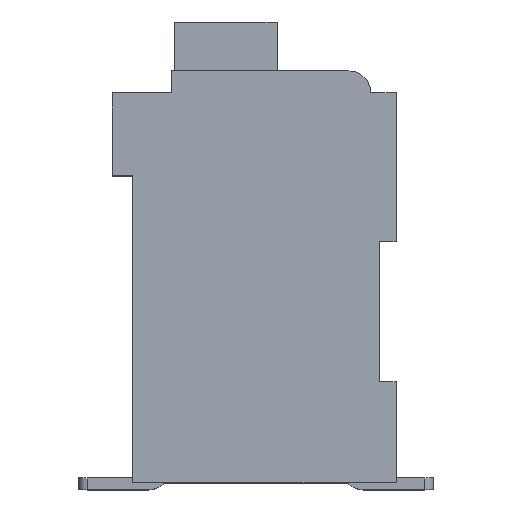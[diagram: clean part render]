
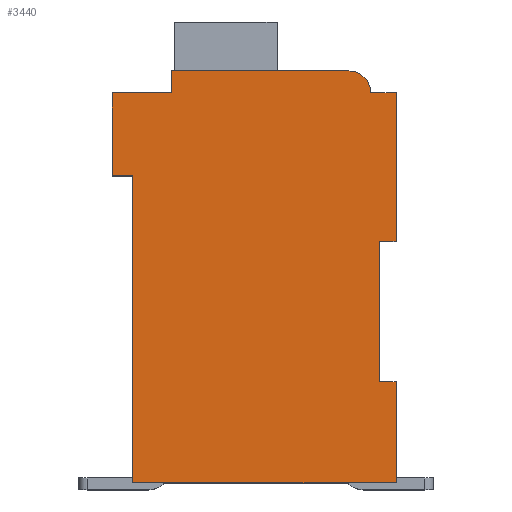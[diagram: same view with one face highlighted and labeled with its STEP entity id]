
A CAD part, top view. The second image highlights one B-rep face of the part: STEP entity #3440.
In plain terms, the highlighted planar face has unit normal (0, 0, 1).
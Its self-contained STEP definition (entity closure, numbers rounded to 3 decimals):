
#594=DIRECTION('',(1.,0.,0.));
#595=VECTOR('',#594,0.5);
#596=CARTESIAN_POINT('',(7.3,7.15,2.1));
#597=LINE('',#596,#595);
#598=DIRECTION('',(0.,1.,0.));
#599=VECTOR('',#598,4.15);
#600=CARTESIAN_POINT('',(7.3,3.,2.1));
#601=LINE('',#600,#599);
#602=DIRECTION('',(-1.,0.,0.));
#603=VECTOR('',#602,0.5);
#604=CARTESIAN_POINT('',(7.8,3.,2.1));
#605=LINE('',#604,#603);
#606=DIRECTION('',(0.,1.,0.));
#607=VECTOR('',#606,3.);
#608=CARTESIAN_POINT('',(7.8,0.,2.1));
#609=LINE('',#608,#607);
#610=DIRECTION('',(1.,0.,0.));
#611=VECTOR('',#610,7.8);
#612=CARTESIAN_POINT('',(0.,0.,2.1));
#613=LINE('',#612,#611);
#614=DIRECTION('',(0.,-1.,0.));
#615=VECTOR('',#614,9.1);
#616=CARTESIAN_POINT('',(0.,9.1,2.1));
#617=LINE('',#616,#615);
#618=DIRECTION('',(1.,0.,0.));
#619=VECTOR('',#618,0.6);
#620=CARTESIAN_POINT('',(-0.6,9.1,2.1));
#621=LINE('',#620,#619);
#622=DIRECTION('',(0.,-1.,0.));
#623=VECTOR('',#622,2.45);
#624=CARTESIAN_POINT('',(-0.6,11.55,2.1));
#625=LINE('',#624,#623);
#626=DIRECTION('',(-1.,0.,0.));
#627=VECTOR('',#626,1.75);
#628=CARTESIAN_POINT('',(1.15,11.55,2.1));
#629=LINE('',#628,#627);
#630=DIRECTION('',(0.,-1.,0.));
#631=VECTOR('',#630,0.65);
#632=CARTESIAN_POINT('',(1.15,12.2,2.1));
#633=LINE('',#632,#631);
#634=DIRECTION('',(-1.,0.,0.));
#635=VECTOR('',#634,5.25);
#636=CARTESIAN_POINT('',(6.4,12.2,2.1));
#637=LINE('',#636,#635);
#638=CARTESIAN_POINT('',(6.4,11.55,2.1));
#639=DIRECTION('',(0.,0.,1.));
#640=DIRECTION('',(1.,0.,0.));
#641=AXIS2_PLACEMENT_3D('',#638,#639,#640);
#643=DIRECTION('',(-1.,0.,0.));
#644=VECTOR('',#643,0.75);
#645=CARTESIAN_POINT('',(7.8,11.55,2.1));
#646=LINE('',#645,#644);
#647=DIRECTION('',(0.,1.,0.));
#648=VECTOR('',#647,4.4);
#649=CARTESIAN_POINT('',(7.8,7.15,2.1));
#650=LINE('',#649,#648);
#2071=CARTESIAN_POINT('',(7.3,7.15,2.1));
#2072=CARTESIAN_POINT('',(7.8,7.15,2.1));
#2073=VERTEX_POINT('',#2071);
#2074=VERTEX_POINT('',#2072);
#2075=CARTESIAN_POINT('',(7.8,11.55,2.1));
#2076=VERTEX_POINT('',#2075);
#2077=CARTESIAN_POINT('',(7.05,11.55,2.1));
#2078=VERTEX_POINT('',#2077);
#2079=CARTESIAN_POINT('',(6.4,12.2,2.1));
#2080=VERTEX_POINT('',#2079);
#2081=CARTESIAN_POINT('',(1.15,12.2,2.1));
#2082=VERTEX_POINT('',#2081);
#2083=CARTESIAN_POINT('',(1.15,11.55,2.1));
#2084=VERTEX_POINT('',#2083);
#2085=CARTESIAN_POINT('',(-0.6,11.55,2.1));
#2086=VERTEX_POINT('',#2085);
#2087=CARTESIAN_POINT('',(-0.6,9.1,2.1));
#2088=VERTEX_POINT('',#2087);
#2089=CARTESIAN_POINT('',(0.,9.1,2.1));
#2090=VERTEX_POINT('',#2089);
#2091=CARTESIAN_POINT('',(0.,0.,2.1));
#2092=VERTEX_POINT('',#2091);
#2093=CARTESIAN_POINT('',(7.8,0.,2.1));
#2094=VERTEX_POINT('',#2093);
#2095=CARTESIAN_POINT('',(7.8,3.,2.1));
#2096=VERTEX_POINT('',#2095);
#2097=CARTESIAN_POINT('',(7.3,3.,2.1));
#2098=VERTEX_POINT('',#2097);
#3410=CARTESIAN_POINT('',(0.,0.,2.1));
#3411=DIRECTION('',(0.,0.,1.));
#3412=DIRECTION('',(1.,0.,0.));
#3413=AXIS2_PLACEMENT_3D('',#3410,#3411,#3412);
#3414=PLANE('',#3413);
#3415=ORIENTED_EDGE('',*,*,#2720,.F.);
#3416=ORIENTED_EDGE('',*,*,#2869,.F.);
#3418=ORIENTED_EDGE('',*,*,#3417,.F.);
#3420=ORIENTED_EDGE('',*,*,#3419,.F.);
#3421=ORIENTED_EDGE('',*,*,#2965,.F.);
#3422=ORIENTED_EDGE('',*,*,#2938,.F.);
#3424=ORIENTED_EDGE('',*,*,#3423,.F.);
#3426=ORIENTED_EDGE('',*,*,#3425,.F.);
#3428=ORIENTED_EDGE('',*,*,#3427,.F.);
#3430=ORIENTED_EDGE('',*,*,#3429,.F.);
#3432=ORIENTED_EDGE('',*,*,#3431,.F.);
#3434=ORIENTED_EDGE('',*,*,#3433,.F.);
#3436=ORIENTED_EDGE('',*,*,#3435,.F.);
#3437=ORIENTED_EDGE('',*,*,#2805,.F.);
#3438=EDGE_LOOP('',(#3415,#3416,#3418,#3420,#3421,#3422,#3424,#3426,#3428,#3430,
#3432,#3434,#3436,#3437));
#3439=FACE_OUTER_BOUND('',#3438,.F.);
#642=CIRCLE('',#641,0.65);
#2720=EDGE_CURVE('',#2073,#2074,#597,.T.);
#2805=EDGE_CURVE('',#2074,#2076,#650,.T.);
#2869=EDGE_CURVE('',#2098,#2073,#601,.T.);
#2938=EDGE_CURVE('',#2090,#2092,#617,.T.);
#2965=EDGE_CURVE('',#2092,#2094,#613,.T.);
#3417=EDGE_CURVE('',#2096,#2098,#605,.T.);
#3419=EDGE_CURVE('',#2094,#2096,#609,.T.);
#3423=EDGE_CURVE('',#2088,#2090,#621,.T.);
#3425=EDGE_CURVE('',#2086,#2088,#625,.T.);
#3427=EDGE_CURVE('',#2084,#2086,#629,.T.);
#3429=EDGE_CURVE('',#2082,#2084,#633,.T.);
#3431=EDGE_CURVE('',#2080,#2082,#637,.T.);
#3433=EDGE_CURVE('',#2078,#2080,#642,.T.);
#3435=EDGE_CURVE('',#2076,#2078,#646,.T.);
#3440=ADVANCED_FACE('',(#3439),#3414,.T.);
